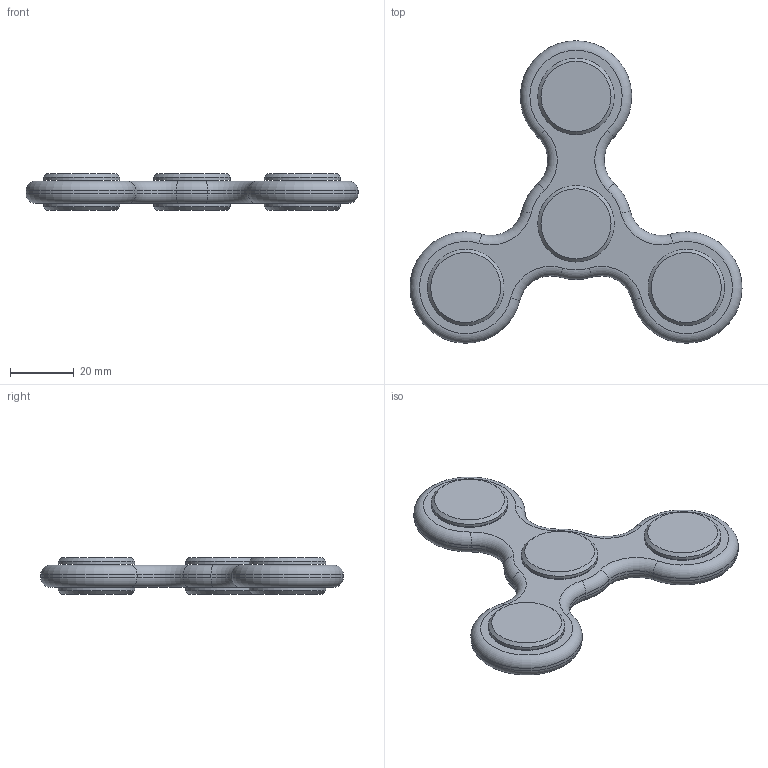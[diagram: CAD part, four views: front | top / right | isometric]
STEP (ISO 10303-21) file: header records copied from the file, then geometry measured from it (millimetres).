
FILE_DESCRIPTION(/* description */ ('STEP AP242','CAx-IF Rec.Pracs.---Representation and Presentation of Product Manufacturing Information (PMI)---4.0---2014-10-13','CAx-IF Rec.Pracs.---3D Tessellated Geometry---0.4---2014-09-14','2;1'),/* implementation_level */ '2;1');
FILE_NAME(/* name */ '6664b0605b04a43d508092ed',/* time_stamp */ '2024-06-08T19:26:24Z',/* author */ (''),/* organization */ (''),/* preprocessor_version */ 'ST-DEVELOPER v20',/* originating_system */ ' ',/* authorisation */ ' ');
FILE_SCHEMA (('AP242_MANAGED_MODEL_BASED_3D_ENGINEERING_MIM_LF { 1 0 10303 442 1 1 4 }'));
Length unit declared in the file: metre
Products named in the file (5): Assembly 1; Male Dome; Bearing Model; Female Dome; Spinner Body
Assembly tree (13 placements, depth 2):
  Assembly 1
    Male Dome  x4
    Bearing Model  x4
    Female Dome  x4
    Spinner Body
Bounding box: 104.28 x 94.99 x 11.4 mm (x, y, z)
Volume: 34298.3 mm3; surface area: 23371.7 mm2
Topology: 13 solids, 13 shells, 194 faces, 352 edges, 220 vertices
Faces by surface type: plane 62, cylinder 60, torus 48, cone 24
Full cylindrical faces by diameter (mm): 4 x8, 7.9 x8, 11.6 x8, 19.4 x8, 21.9 x8, 24 x8
Entity records: 2276 total; most frequent: DIRECTION 456, CARTESIAN_POINT 332, ORIENTED_EDGE 268, AXIS2_PLACEMENT_3D 222, EDGE_LOOP 138, FACE_BOUND 138, EDGE_CURVE 134, CIRCLE 122
